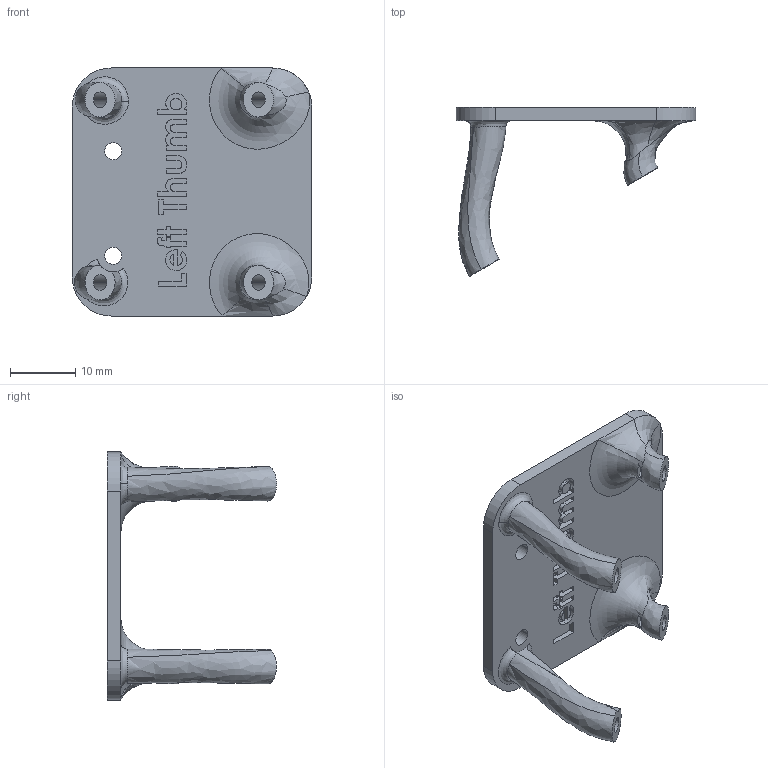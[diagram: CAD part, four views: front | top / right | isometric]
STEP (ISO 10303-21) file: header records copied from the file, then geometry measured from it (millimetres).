
FILE_DESCRIPTION (( 'STEP AP214' ), '1' );
FILE_NAME ('left_leapv2_palm_thumb_mount.STEP', '2025-06-13T20:08:44', ( '' ), ( '' ), 'SwSTEP 2.0', 'SolidWorks 2024', '' );
FILE_SCHEMA (( 'AUTOMOTIVE_DESIGN' ));
Length unit declared in the file: millimetre
Products named in the file (1): left_leapv2_palm_thumb_mount
Bounding box: 36.7 x 25.89 x 38 mm (x, y, z)
Volume: 4050.3 mm3; surface area: 4221.3 mm2
Topology: 1 solids, 1 shells, 175 faces, 474 edges, 314 vertices
Faces by surface type: plane 96, bspline 61, cylinder 18
Entity records: 9646 total; most frequent: CARTESIAN_POINT 5629, ORIENTED_EDGE 948, DIRECTION 603, EDGE_CURVE 474, VERTEX_POINT 314, LINE 287, VECTOR 287, EDGE_LOOP 196
